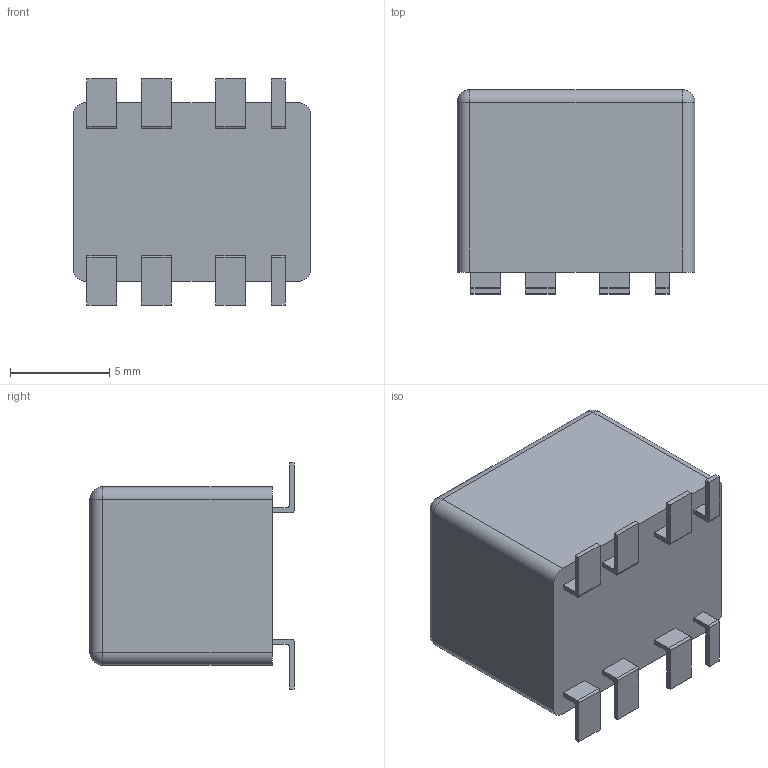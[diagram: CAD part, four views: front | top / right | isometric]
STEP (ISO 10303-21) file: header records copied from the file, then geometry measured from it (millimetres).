
FILE_DESCRIPTION (( 'STEP AP214' ), '1' );
FILE_NAME ('FTR-P6GN012WA.STEP', '2017-03-28T03:01:21', ( '' ), ( '' ), 'SwSTEP 2.0', 'SolidWorks 2016', '' );
FILE_SCHEMA (( 'AUTOMOTIVE_DESIGN' ));
Length unit declared in the file: inch
Products named in the file (1): FTR-P6GN012WA
Bounding box: 12 x 10.3 x 11.4 mm (x, y, z)
Volume: 995.7 mm3; surface area: 662.5 mm2
Topology: 1 solids, 1 shells, 90 faces, 232 edges, 148 vertices
Faces by surface type: plane 62, cylinder 24, sphere 4
Entity records: 3894 total; most frequent: CARTESIAN_POINT 467, DIRECTION 458, ORIENTED_EDGE 456, EDGE_CURVE 228, VECTOR 180, LINE 180, VERTEX_POINT 148, AXIS2_PLACEMENT_3D 139
